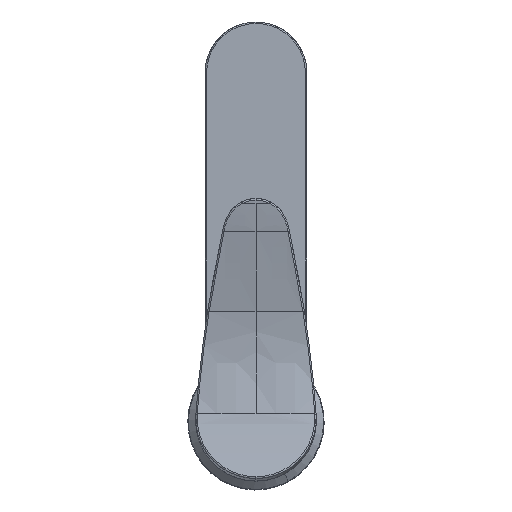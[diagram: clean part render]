
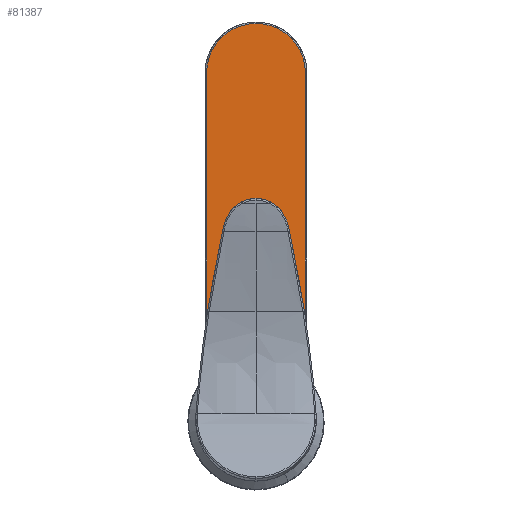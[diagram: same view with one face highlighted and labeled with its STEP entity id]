
A CAD part, top view. The second image highlights one B-rep face of the part: STEP entity #81387.
In plain terms, the highlighted planar face has unit normal (0, 0, 1).
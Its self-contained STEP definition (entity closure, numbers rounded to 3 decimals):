
#81248=CARTESIAN_POINT('Axis2P3D Location',(0.,0.,118.5)) ;
#81252=CARTESIAN_POINT('Vertex',(7.815,14.305,118.5)) ;
#81254=CARTESIAN_POINT('Vertex',(-7.815,-14.305,118.5)) ;
#81289=CARTESIAN_POINT('Axis2P3D Location',(0.,0.,118.5)) ;
#81302=CARTESIAN_POINT('Axis2P3D Location',(0.,0.,118.5)) ;
#81307=CARTESIAN_POINT('Line Origine',(17.,60.,118.5)) ;
#81311=CARTESIAN_POINT('Vertex',(17.,0.,118.5)) ;
#81313=CARTESIAN_POINT('Vertex',(17.,120.,118.5)) ;
#81317=CARTESIAN_POINT('Control Point',(17.,120.,118.5)) ;
#81318=CARTESIAN_POINT('Control Point',(17.,121.621,118.5)) ;
#81319=CARTESIAN_POINT('Control Point',(16.807,123.243,118.5)) ;
#81320=CARTESIAN_POINT('Control Point',(16.42,124.834,118.5)) ;
#81321=CARTESIAN_POINT('Control Point',(15.275,127.893,118.5)) ;
#81322=CARTESIAN_POINT('Control Point',(13.442,130.597,118.5)) ;
#81323=CARTESIAN_POINT('Control Point',(12.368,131.833,118.5)) ;
#81324=CARTESIAN_POINT('Control Point',(9.945,134.025,118.5)) ;
#81325=CARTESIAN_POINT('Control Point',(7.075,135.586,118.5)) ;
#81326=CARTESIAN_POINT('Control Point',(5.553,136.191,118.5)) ;
#81327=CARTESIAN_POINT('Control Point',(2.394,137.026,118.5)) ;
#81328=CARTESIAN_POINT('Control Point',(-0.872,137.095,118.5)) ;
#81329=CARTESIAN_POINT('Control Point',(-2.502,136.933,118.5)) ;
#81330=CARTESIAN_POINT('Control Point',(-5.692,136.224,118.5)) ;
#81331=CARTESIAN_POINT('Control Point',(-8.625,134.785,118.5)) ;
#81332=CARTESIAN_POINT('Control Point',(-9.998,133.893,118.5)) ;
#81333=CARTESIAN_POINT('Control Point',(-12.506,131.799,118.5)) ;
#81334=CARTESIAN_POINT('Control Point',(-14.451,129.173,118.5)) ;
#81335=CARTESIAN_POINT('Control Point',(-15.262,127.75,118.5)) ;
#81336=CARTESIAN_POINT('Control Point',(-16.265,125.363,118.5)) ;
#81337=CARTESIAN_POINT('Control Point',(-16.801,122.842,118.5)) ;
#81338=CARTESIAN_POINT('Control Point',(-16.934,121.899,118.5)) ;
#81339=CARTESIAN_POINT('Control Point',(-17.,120.949,118.5)) ;
#81340=CARTESIAN_POINT('Control Point',(-17.,120.,118.5)) ;
#81341=CARTESIAN_POINT('Vertex',(-17.,120.,118.5)) ;
#81344=CARTESIAN_POINT('Line Origine',(-17.,60.,118.5)) ;
#81348=CARTESIAN_POINT('Vertex',(-17.,0.,118.5)) ;
#81352=CARTESIAN_POINT('Control Point',(-17.,0.,118.5)) ;
#81353=CARTESIAN_POINT('Control Point',(-17.,-1.621,118.5)) ;
#81354=CARTESIAN_POINT('Control Point',(-16.807,-3.243,118.5)) ;
#81355=CARTESIAN_POINT('Control Point',(-16.42,-4.834,118.5)) ;
#81356=CARTESIAN_POINT('Control Point',(-15.275,-7.893,118.5)) ;
#81357=CARTESIAN_POINT('Control Point',(-13.442,-10.597,118.5)) ;
#81358=CARTESIAN_POINT('Control Point',(-12.368,-11.833,118.5)) ;
#81359=CARTESIAN_POINT('Control Point',(-9.945,-14.025,118.5)) ;
#81360=CARTESIAN_POINT('Control Point',(-7.075,-15.586,118.5)) ;
#81361=CARTESIAN_POINT('Control Point',(-5.553,-16.191,118.5)) ;
#81362=CARTESIAN_POINT('Control Point',(-2.394,-17.026,118.5)) ;
#81363=CARTESIAN_POINT('Control Point',(0.872,-17.095,118.5)) ;
#81364=CARTESIAN_POINT('Control Point',(2.502,-16.933,118.5)) ;
#81365=CARTESIAN_POINT('Control Point',(5.692,-16.224,118.5)) ;
#81366=CARTESIAN_POINT('Control Point',(8.625,-14.785,118.5)) ;
#81367=CARTESIAN_POINT('Control Point',(9.998,-13.893,118.5)) ;
#81368=CARTESIAN_POINT('Control Point',(12.506,-11.799,118.5)) ;
#81369=CARTESIAN_POINT('Control Point',(14.451,-9.173,118.5)) ;
#81370=CARTESIAN_POINT('Control Point',(15.262,-7.75,118.5)) ;
#81371=CARTESIAN_POINT('Control Point',(16.265,-5.363,118.5)) ;
#81372=CARTESIAN_POINT('Control Point',(16.801,-2.842,118.5)) ;
#81373=CARTESIAN_POINT('Control Point',(16.934,-1.899,118.5)) ;
#81374=CARTESIAN_POINT('Control Point',(17.,-0.949,118.5)) ;
#81375=CARTESIAN_POINT('Control Point',(17.,0.,118.5)) ;
#81309=VECTOR('Line Direction',#81308,1.) ;
#81346=VECTOR('Line Direction',#81345,1.) ;
#81249=DIRECTION('Axis2P3D Direction',(0.,0.,-1.)) ;
#81290=DIRECTION('Axis2P3D Direction',(0.,0.,-1.)) ;
#81303=DIRECTION('Axis2P3D Direction',(0.,0.,1.)) ;
#81304=DIRECTION('Axis2P3D XDirection',(1.,0.,0.)) ;
#81308=DIRECTION('Vector Direction',(0.,1.,0.)) ;
#81345=DIRECTION('Vector Direction',(0.,1.,0.)) ;
#81250=AXIS2_PLACEMENT_3D('Circle Axis2P3D',#81248,#81249,$) ;
#81291=AXIS2_PLACEMENT_3D('Circle Axis2P3D',#81289,#81290,$) ;
#81305=AXIS2_PLACEMENT_3D('Plane Axis2P3D',#81302,#81303,#81304) ;
#81310=LINE('Line',#81307,#81309) ;
#81347=LINE('Line',#81344,#81346) ;
#81251=CIRCLE('generated circle',#81250,16.3) ;
#81292=CIRCLE('generated circle',#81291,16.3) ;
#81306=PLANE('',#81305) ;
#81386=FACE_BOUND('',#81383,.T.) ;
#81256=EDGE_CURVE('',#81253,#81255,#81251,.T.) ;
#81293=EDGE_CURVE('',#81255,#81253,#81292,.T.) ;
#81315=EDGE_CURVE('',#81312,#81314,#81310,.T.) ;
#81343=EDGE_CURVE('',#81314,#81342,#81316,.T.) ;
#81350=EDGE_CURVE('',#81349,#81342,#81347,.T.) ;
#81376=EDGE_CURVE('',#81349,#81312,#81351,.T.) ;
#81378=ORIENTED_EDGE('',*,*,#81315,.T.) ;
#81379=ORIENTED_EDGE('',*,*,#81343,.T.) ;
#81380=ORIENTED_EDGE('',*,*,#81350,.F.) ;
#81381=ORIENTED_EDGE('',*,*,#81376,.T.) ;
#81384=ORIENTED_EDGE('',*,*,#81256,.T.) ;
#81385=ORIENTED_EDGE('',*,*,#81293,.T.) ;
#81377=EDGE_LOOP('',(#81378,#81379,#81380,#81381)) ;
#81383=EDGE_LOOP('',(#81384,#81385)) ;
#81253=VERTEX_POINT('',#81252) ;
#81255=VERTEX_POINT('',#81254) ;
#81312=VERTEX_POINT('',#81311) ;
#81314=VERTEX_POINT('',#81313) ;
#81342=VERTEX_POINT('',#81341) ;
#81349=VERTEX_POINT('',#81348) ;
#81387=ADVANCED_FACE('PartBody',(#81382,#81386),#81306,.T.) ;
#81316=B_SPLINE_CURVE_WITH_KNOTS('',5,(#81317,#81318,#81319,#81320,#81321,#81322,#81323,#81324,#81325,#81326,#81327,#81328,#81329,#81330,#81331,#81332,#81333,#81334,#81335,#81336,#81337,#81338,#81339,#81340),.UNSPECIFIED.,.F.,.U.,(6,3,3,3,3,3,3,6),(0.,11.465,22.935,34.405,45.876,57.346,68.816,75.528),.UNSPECIFIED.) ;
#81351=B_SPLINE_CURVE_WITH_KNOTS('',5,(#81352,#81353,#81354,#81355,#81356,#81357,#81358,#81359,#81360,#81361,#81362,#81363,#81364,#81365,#81366,#81367,#81368,#81369,#81370,#81371,#81372,#81373,#81374,#81375),.UNSPECIFIED.,.F.,.U.,(6,3,3,3,3,3,3,6),(0.,11.465,22.935,34.405,45.876,57.346,68.816,75.528),.UNSPECIFIED.) ;
#81382=FACE_OUTER_BOUND('',#81377,.T.) ;
